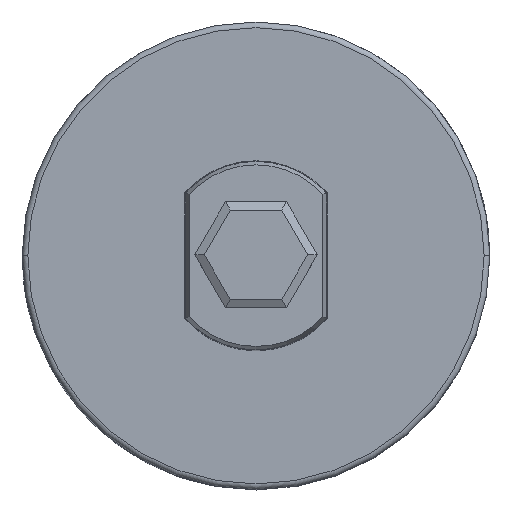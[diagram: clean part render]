
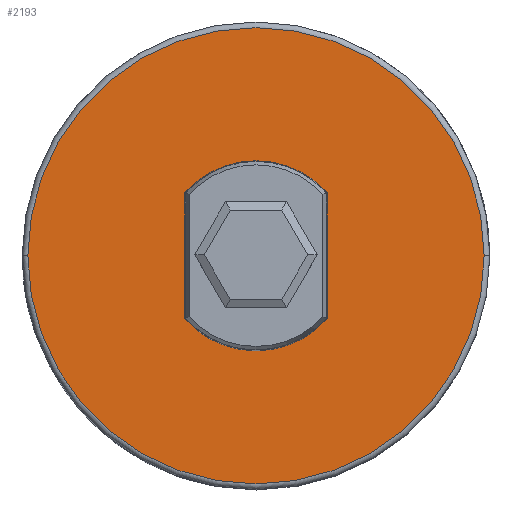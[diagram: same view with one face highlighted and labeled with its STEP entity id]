
A CAD part, top view. The second image highlights one B-rep face of the part: STEP entity #2193.
In plain terms, the highlighted planar face has unit normal (0, 0, 1).
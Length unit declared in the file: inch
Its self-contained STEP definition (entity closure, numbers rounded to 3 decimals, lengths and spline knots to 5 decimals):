
#2043=CARTESIAN_POINT('',(-1.21,0.0,0.44));
#2044=VERTEX_POINT('',#2043);
#2053=CARTESIAN_POINT('',(1.21,0.0,0.44));
#2054=VERTEX_POINT('',#2053);
#2062=CARTESIAN_POINT('',(0.0,0.0,0.44));
#2063=DIRECTION('',(0.0,0.0,-1.0));
#2064=DIRECTION('',(-1.0,0.0,0.0));
#2065=AXIS2_PLACEMENT_3D('',#2062,#2063,#2064);
#2066=CIRCLE('',#2065,1.21);
#2067=EDGE_CURVE('',#2054,#2044,#2066,.T.);
#2078=CARTESIAN_POINT('',(0.0,0.0,0.44));
#2079=DIRECTION('',(0.0,0.0,-1.0));
#2080=DIRECTION('',(-1.0,0.0,0.0));
#2081=AXIS2_PLACEMENT_3D('',#2078,#2079,#2080);
#2082=CIRCLE('',#2081,1.21);
#2083=EDGE_CURVE('',#2044,#2054,#2082,.T.);
#2148=CARTESIAN_POINT('',(1.125,0.0,0.44));
#2149=DIRECTION('',(0.0,0.0,1.0));
#2150=DIRECTION('',(1.0,0.0,0.0));
#2151=AXIS2_PLACEMENT_3D('',#2148,#2149,#2150);
#2152=PLANE('',#2151);
#2153=ORIENTED_EDGE('',*,*,#2067,.F.);
#2154=ORIENTED_EDGE('',*,*,#2083,.F.);
#2155=EDGE_LOOP('',(#2153,#2154));
#2156=FACE_OUTER_BOUND('',#2155,.T.);
#2157=CARTESIAN_POINT('',(0.3775,-0.33393,0.44));
#2158=VERTEX_POINT('',#2157);
#2159=CARTESIAN_POINT('',(-0.3775,-0.33393,0.44));
#2160=VERTEX_POINT('',#2159);
#2161=CARTESIAN_POINT('',(0.0,0.0,0.44));
#2162=DIRECTION('',(0.0,0.0,-1.0));
#2163=DIRECTION('',(1.0,0.0,0.0));
#2164=AXIS2_PLACEMENT_3D('',#2161,#2162,#2163);
#2165=CIRCLE('',#2164,0.504);
#2166=EDGE_CURVE('',#2158,#2160,#2165,.T.);
#2167=ORIENTED_EDGE('',*,*,#2166,.T.);
#2168=CARTESIAN_POINT('',(-0.3775,0.33393,0.44));
#2169=VERTEX_POINT('',#2168);
#2170=CARTESIAN_POINT('',(-0.3775,-0.33393,0.44));
#2171=DIRECTION('',(0.0,1.0,0.0));
#2172=VECTOR('',#2171,0.66786);
#2173=LINE('',#2170,#2172);
#2174=EDGE_CURVE('',#2160,#2169,#2173,.T.);
#2175=ORIENTED_EDGE('',*,*,#2174,.T.);
#2176=CARTESIAN_POINT('',(0.3775,0.33393,0.44));
#2177=VERTEX_POINT('',#2176);
#2178=CARTESIAN_POINT('',(0.0,0.0,0.44));
#2179=DIRECTION('',(0.0,0.0,-1.0));
#2180=DIRECTION('',(1.0,0.0,0.0));
#2181=AXIS2_PLACEMENT_3D('',#2178,#2179,#2180);
#2182=CIRCLE('',#2181,0.504);
#2183=EDGE_CURVE('',#2169,#2177,#2182,.T.);
#2184=ORIENTED_EDGE('',*,*,#2183,.T.);
#2185=CARTESIAN_POINT('',(0.3775,0.33393,0.44));
#2186=DIRECTION('',(0.0,-1.0,0.0));
#2187=VECTOR('',#2186,0.66786);
#2188=LINE('',#2185,#2187);
#2189=EDGE_CURVE('',#2177,#2158,#2188,.T.);
#2190=ORIENTED_EDGE('',*,*,#2189,.T.);
#2191=EDGE_LOOP('',(#2167,#2175,#2184,#2190));
#2192=FACE_BOUND('',#2191,.T.);
#2193=ADVANCED_FACE('',(#2156,#2192),#2152,.T.);
